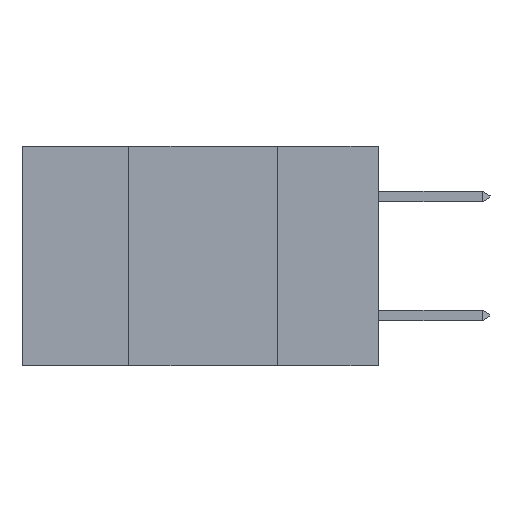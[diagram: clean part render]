
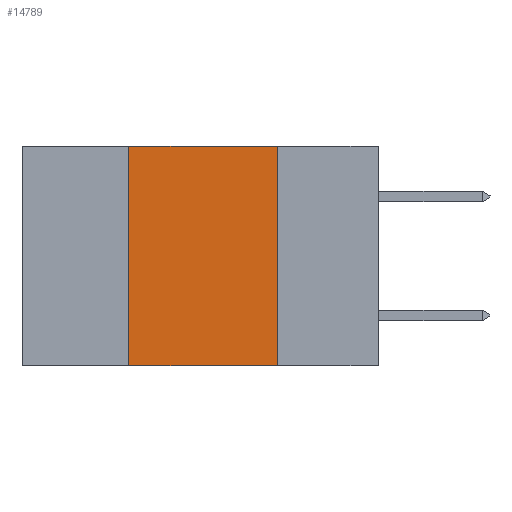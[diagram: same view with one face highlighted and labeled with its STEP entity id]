
A CAD part, left-side view. The second image highlights one B-rep face of the part: STEP entity #14789.
In plain terms, the highlighted planar face has unit normal (-1, 0, 0).
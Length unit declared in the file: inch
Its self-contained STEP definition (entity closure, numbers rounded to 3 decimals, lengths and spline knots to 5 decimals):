
#791 = DIRECTION ( 'NONE',  ( 0., 0., 1. ) ) ;
#1709 = ORIENTED_EDGE ( 'NONE', *, *, #9831, .F. ) ;
#1961 = LINE ( 'NONE', #6952, #15606 ) ;
#2339 = VERTEX_POINT ( 'NONE', #7295 ) ;
#2407 = EDGE_LOOP ( 'NONE', ( #23561, #11785, #1709, #16801 ) ) ;
#4258 = VERTEX_POINT ( 'NONE', #15741 ) ;
#4564 = VECTOR ( 'NONE', #791, 39.37008 ) ;
#6897 = CARTESIAN_POINT ( 'NONE',  ( 0., 0.17, -0.37 ) ) ;
#6952 = CARTESIAN_POINT ( 'NONE',  ( 0., 0.6, -0.37 ) ) ;
#7019 = DIRECTION ( 'NONE',  ( 0., 0., -1. ) ) ;
#7295 = CARTESIAN_POINT ( 'NONE',  ( 0., 0.42, -0.37 ) ) ;
#8342 = AXIS2_PLACEMENT_3D ( 'NONE', #10559, #12476, #14271 ) ;
#9831 = EDGE_CURVE ( 'NONE', #2339, #4258, #17494, .T. ) ;
#10559 = CARTESIAN_POINT ( 'NONE',  ( 0., 0.6, 0. ) ) ;
#10696 = DIRECTION ( 'NONE',  ( 0., -1., 0. ) ) ;
#11785 = ORIENTED_EDGE ( 'NONE', *, *, #20969, .F. ) ;
#12139 = LINE ( 'NONE', #16221, #12685 ) ;
#12476 = DIRECTION ( 'NONE',  ( 1., 0., 0. ) ) ;
#12685 = VECTOR ( 'NONE', #10696, 39.37008 ) ;
#12883 = CARTESIAN_POINT ( 'NONE',  ( 0., 0.17, -0.37 ) ) ;
#14271 = DIRECTION ( 'NONE',  ( 0., 0., -1. ) ) ;
#14773 = EDGE_CURVE ( 'NONE', #2339, #18402, #1961, .T. ) ;
#14789 = ADVANCED_FACE ( 'NONE', ( #17979 ), #17862, .F. ) ;
#15606 = VECTOR ( 'NONE', #19555, 39.37008 ) ;
#15741 = CARTESIAN_POINT ( 'NONE',  ( 0., 0.42, 0. ) ) ;
#16221 = CARTESIAN_POINT ( 'NONE',  ( 0., 0.6, 0. ) ) ;
#16801 = ORIENTED_EDGE ( 'NONE', *, *, #14773, .T. ) ;
#17257 = CARTESIAN_POINT ( 'NONE',  ( 0., 0.42, -0.37 ) ) ;
#17494 = LINE ( 'NONE', #17257, #4564 ) ;
#17573 = LINE ( 'NONE', #6897, #20645 ) ;
#17862 = PLANE ( 'NONE',  #8342 ) ;
#17979 = FACE_OUTER_BOUND ( 'NONE', #2407, .T. ) ;
#18195 = EDGE_CURVE ( 'NONE', #18392, #18402, #17573, .T. ) ;
#18392 = VERTEX_POINT ( 'NONE', #20316 ) ;
#18402 = VERTEX_POINT ( 'NONE', #12883 ) ;
#19555 = DIRECTION ( 'NONE',  ( 0., -1., 0. ) ) ;
#20316 = CARTESIAN_POINT ( 'NONE',  ( 0., 0.17, 0. ) ) ;
#20645 = VECTOR ( 'NONE', #7019, 39.37008 ) ;
#20969 = EDGE_CURVE ( 'NONE', #4258, #18392, #12139, .T. ) ;
#23561 = ORIENTED_EDGE ( 'NONE', *, *, #18195, .F. ) ;
